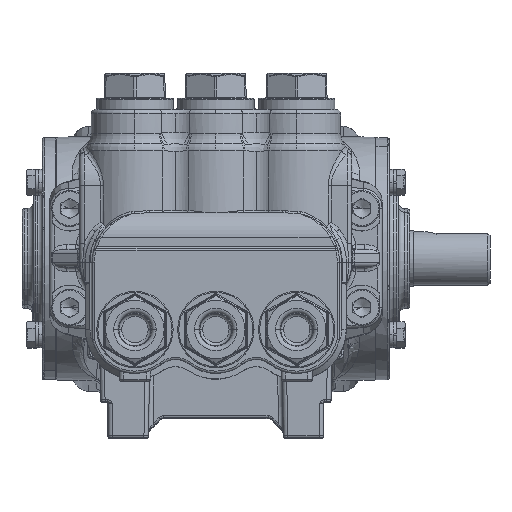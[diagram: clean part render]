
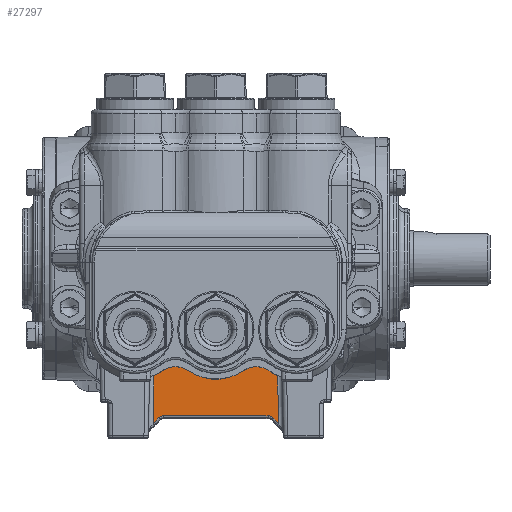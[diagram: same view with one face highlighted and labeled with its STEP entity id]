
A CAD part, top view. The second image highlights one B-rep face of the part: STEP entity #27297.
In plain terms, the highlighted planar face has unit normal (0, -0.018, 1).
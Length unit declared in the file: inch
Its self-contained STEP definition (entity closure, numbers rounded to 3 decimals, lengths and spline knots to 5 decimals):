
#534 = VERTEX_POINT ( 'NONE', #113358 ) ;
#575 = CARTESIAN_POINT ( 'NONE',  ( 0., -1.6762, 4.31706 ) ) ;
#1198 = ORIENTED_EDGE ( 'NONE', *, *, #29328, .T. ) ;
#3141 = CARTESIAN_POINT ( 'NONE',  ( -0.99756, -2.79502, 4.29753 ) ) ;
#8421 = CARTESIAN_POINT ( 'NONE',  ( -1.07626, -1.65359, 4.31745 ) ) ;
#9330 = DIRECTION ( 'NONE',  ( -0.017, 1., 0.017 ) ) ;
#9389 = DIRECTION ( 'NONE',  ( 0., 1., 0.017 ) ) ;
#9710 = VERTEX_POINT ( 'NONE', #110568 ) ;
#9971 = CARTESIAN_POINT ( 'NONE',  ( 1.1811, -3.14961, 4.29134 ) ) ;
#10545 = FACE_OUTER_BOUND ( 'NONE', #90424, .T. ) ;
#12776 = EDGE_CURVE ( 'NONE', #534, #52900, #33485, .T. ) ;
#13889 = CARTESIAN_POINT ( 'NONE',  ( -0.35891, -1.6762, 4.31706 ) ) ;
#14682 = VERTEX_POINT ( 'NONE', #31293 ) ;
#18337 = CARTESIAN_POINT ( 'NONE',  ( 0.35891, -1.6762, 4.31706 ) ) ;
#22768 = CARTESIAN_POINT ( 'NONE',  ( -1.07626, -1.65359, 4.31745 ) ) ;
#23175 = B_SPLINE_CURVE_WITH_KNOTS ( 'NONE', 3,
 ( #93101, #84191, #18337, #575 ),
 .UNSPECIFIED., .F., .F.,
 ( 4, 4 ),
 ( 0., 0.02734 ),
 .UNSPECIFIED. ) ;
#25628 = EDGE_CURVE ( 'NONE', #9710, #80516, #103092, .T. ) ;
#26444 = CARTESIAN_POINT ( 'NONE',  ( 0., -1.6762, 4.31706 ) ) ;
#27097 = LINE ( 'NONE', #90630, #96536 ) ;
#27297 = ADVANCED_FACE ( 'NONE', ( #10545 ), #74610, .T. ) ;
#29328 = EDGE_CURVE ( 'NONE', #97809, #72794, #27097, .T. ) ;
#30415 = CARTESIAN_POINT ( 'NONE',  ( -0.91404, -2.76043, 4.29813 ) ) ;
#31293 = CARTESIAN_POINT ( 'NONE',  ( 0.91404, -2.76043, 4.29813 ) ) ;
#32122 = VECTOR ( 'NONE', #57986, 39.37008 ) ;
#33485 = LINE ( 'NONE', #85795, #42040 ) ;
#33780 = EDGE_CURVE ( 'NONE', #52900, #104977, #104751, .T. ) ;
#34031 =( BOUNDED_CURVE ( )  B_SPLINE_CURVE ( 3, ( #52261, #35626, #78388, #61749 ),
 .UNSPECIFIED., .F., .T. ) 
 B_SPLINE_CURVE_WITH_KNOTS ( ( 4, 4 ),
 ( 0., 0.7854 ),
 .UNSPECIFIED. ) 
 CURVE ( )  GEOMETRIC_REPRESENTATION_ITEM ( )  RATIONAL_B_SPLINE_CURVE ( ( 1., 0.949, 0.949, 1. ) ) 
 REPRESENTATION_ITEM ( '' )  );
#35626 = CARTESIAN_POINT ( 'NONE',  ( 0.94578, -2.76043, 4.29813 ) ) ;
#36971 = CARTESIAN_POINT ( 'NONE',  ( 1.12641, -2.92388, 4.29528 ) ) ;
#42040 = VECTOR ( 'NONE', #105926, 39.37008 ) ;
#42049 = ORIENTED_EDGE ( 'NONE', *, *, #101634, .T. ) ;
#42616 = CARTESIAN_POINT ( 'NONE',  ( -0.99756, -2.79502, 4.29753 ) ) ;
#46943 = CARTESIAN_POINT ( 'NONE',  ( 1.09794, -2.8954, 4.29578 ) ) ;
#52261 = CARTESIAN_POINT ( 'NONE',  ( 0.91404, -2.76043, 4.29813 ) ) ;
#52900 = VERTEX_POINT ( 'NONE', #8421 ) ;
#54767 = LINE ( 'NONE', #36971, #61853 ) ;
#56525 = ORIENTED_EDGE ( 'NONE', *, *, #25628, .F. ) ;
#57986 = DIRECTION ( 'NONE',  ( 1., 0., 0. ) ) ;
#60526 = ORIENTED_EDGE ( 'NONE', *, *, #64627, .T. ) ;
#61749 = CARTESIAN_POINT ( 'NONE',  ( 0.99756, -2.79502, 4.29753 ) ) ;
#61853 = VECTOR ( 'NONE', #73158, 39.37008 ) ;
#61989 = DIRECTION ( 'NONE',  ( -0.707, -0.707, -0.012 ) ) ;
#63032 = CARTESIAN_POINT ( 'NONE',  ( 1.07626, -1.65359, 4.31745 ) ) ;
#64627 = EDGE_CURVE ( 'NONE', #9710, #14682, #95399, .T. ) ;
#65689 = DIRECTION ( 'NONE',  ( 0., -0.017, 1. ) ) ;
#66620 = CARTESIAN_POINT ( 'NONE',  ( -0.97511, -2.77257, 4.29792 ) ) ;
#70126 = EDGE_CURVE ( 'NONE', #14682, #117092, #34031, .T. ) ;
#72794 = VERTEX_POINT ( 'NONE', #63032 ) ;
#73158 = DIRECTION ( 'NONE',  ( 0.707, -0.707, -0.012 ) ) ;
#74610 = PLANE ( 'NONE',  #83534 ) ;
#76734 = ORIENTED_EDGE ( 'NONE', *, *, #115862, .T. ) ;
#77006 = ORIENTED_EDGE ( 'NONE', *, *, #33780, .F. ) ;
#78388 = CARTESIAN_POINT ( 'NONE',  ( 0.97511, -2.77257, 4.29792 ) ) ;
#80516 = VERTEX_POINT ( 'NONE', #42616 ) ;
#82990 = ORIENTED_EDGE ( 'NONE', *, *, #12776, .F. ) ;
#83534 = AXIS2_PLACEMENT_3D ( 'NONE', #9971, #65689, #9389 ) ;
#84191 = CARTESIAN_POINT ( 'NONE',  ( 0.71766, -1.66837, 4.31719 ) ) ;
#84450 = CARTESIAN_POINT ( 'NONE',  ( -0.94578, -2.76043, 4.29813 ) ) ;
#85795 = CARTESIAN_POINT ( 'NONE',  ( -1.07512, -1.58827, 4.31859 ) ) ;
#86294 = CARTESIAN_POINT ( 'NONE',  ( 0., -1.6762, 4.31706 ) ) ;
#88728 = LINE ( 'NONE', #107119, #110903 ) ;
#90424 = EDGE_LOOP ( 'NONE', ( #100889, #76734, #1198, #42049, #77006, #82990, #116251, #56525, #60526 ) ) ;
#90630 = CARTESIAN_POINT ( 'NONE',  ( 1.07512, -1.58827, 4.31859 ) ) ;
#93101 = CARTESIAN_POINT ( 'NONE',  ( 1.07626, -1.65359, 4.31745 ) ) ;
#95208 = CARTESIAN_POINT ( 'NONE',  ( -0.71766, -1.66837, 4.31719 ) ) ;
#95399 = LINE ( 'NONE', #104881, #32122 ) ;
#96536 = VECTOR ( 'NONE', #9330, 39.37008 ) ;
#97809 = VERTEX_POINT ( 'NONE', #46943 ) ;
#100889 = ORIENTED_EDGE ( 'NONE', *, *, #70126, .T. ) ;
#101634 = EDGE_CURVE ( 'NONE', #72794, #104977, #23175, .T. ) ;
#103092 =( BOUNDED_CURVE ( )  B_SPLINE_CURVE ( 3, ( #30415, #84450, #66620, #3141 ),
 .UNSPECIFIED., .F., .T. ) 
 B_SPLINE_CURVE_WITH_KNOTS ( ( 4, 4 ),
 ( 0., 0.7854 ),
 .UNSPECIFIED. ) 
 CURVE ( )  GEOMETRIC_REPRESENTATION_ITEM ( )  RATIONAL_B_SPLINE_CURVE ( ( 1., 0.949, 0.949, 1. ) ) 
 REPRESENTATION_ITEM ( '' )  );
#104751 = B_SPLINE_CURVE_WITH_KNOTS ( 'NONE', 3,
 ( #22768, #95208, #13889, #86294 ),
 .UNSPECIFIED., .F., .F.,
 ( 4, 4 ),
 ( 0., 0.02734 ),
 .UNSPECIFIED. ) ;
#104881 = CARTESIAN_POINT ( 'NONE',  ( 0.91404, -2.76043, 4.29813 ) ) ;
#104977 = VERTEX_POINT ( 'NONE', #26444 ) ;
#105926 = DIRECTION ( 'NONE',  ( 0.017, 1., 0.017 ) ) ;
#107119 = CARTESIAN_POINT ( 'NONE',  ( -1.12641, -2.92388, 4.29528 ) ) ;
#110568 = CARTESIAN_POINT ( 'NONE',  ( -0.91404, -2.76043, 4.29813 ) ) ;
#110903 = VECTOR ( 'NONE', #61989, 39.37008 ) ;
#112911 = CARTESIAN_POINT ( 'NONE',  ( 0.99756, -2.79502, 4.29753 ) ) ;
#113358 = CARTESIAN_POINT ( 'NONE',  ( -1.09794, -2.8954, 4.29578 ) ) ;
#113484 = EDGE_CURVE ( 'NONE', #80516, #534, #88728, .T. ) ;
#115862 = EDGE_CURVE ( 'NONE', #117092, #97809, #54767, .T. ) ;
#116251 = ORIENTED_EDGE ( 'NONE', *, *, #113484, .F. ) ;
#117092 = VERTEX_POINT ( 'NONE', #112911 ) ;
